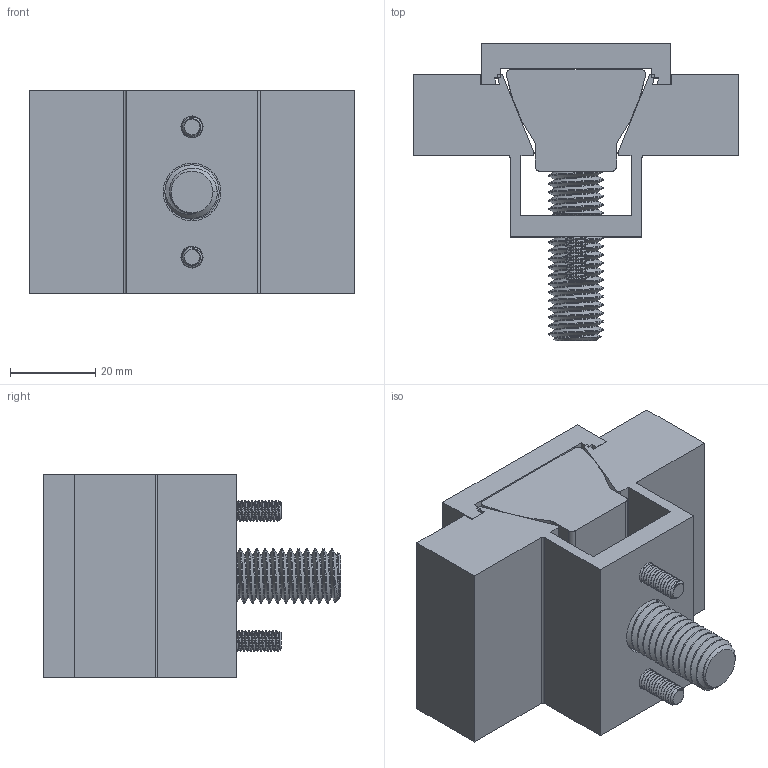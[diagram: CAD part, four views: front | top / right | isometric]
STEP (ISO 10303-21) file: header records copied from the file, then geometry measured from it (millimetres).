
FILE_DESCRIPTION (( 'STEP AP214' ), '1' );
FILE_NAME ('60150.STEP', '2017-08-03T18:45:12', ( 'Mike W' ), ( '' ), 'SwSTEP 2.0', 'SolidWorks 2017', '' );
FILE_SCHEMA (( 'AUTOMOTIVE_DESIGN' ));
Length unit declared in the file: inch
Products named in the file (6): 60150; 615001_615001; 60165_60165; 103258 FHCS_103258 FHCS; 60340_60340; 60160_60160
Assembly tree (6 placements, depth 2):
  60150
    60160_60160
    60340_60340
    615001_615001
    103258 FHCS_103258 FHCS  x2
    60165_60165
Bounding box: 76.2 x 69.68 x 47.75 mm (x, y, z)
Volume: 98443.6 mm3; surface area: 35493.7 mm2
Topology: 6 solids, 6 shells, 338 faces, 898 edges, 577 vertices
Faces by surface type: cylinder 198, plane 77, cone 51, bspline 8, torus 4
Entity records: 13774 total; most frequent: CARTESIAN_POINT 7383, ORIENTED_EDGE 1482, DIRECTION 1103, EDGE_CURVE 741, VERTEX_POINT 479, AXIS2_PLACEMENT_3D 385, LINE 333, VECTOR 333
